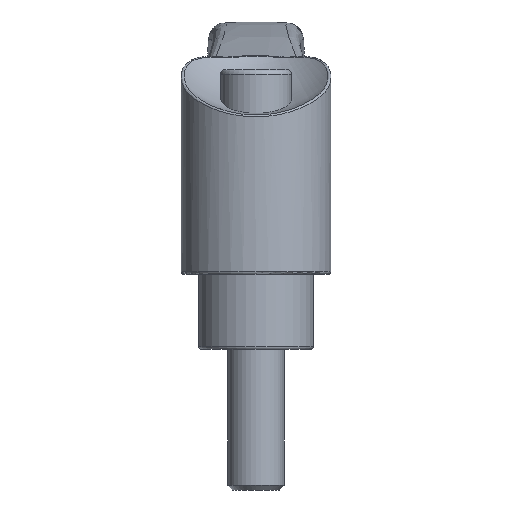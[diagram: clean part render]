
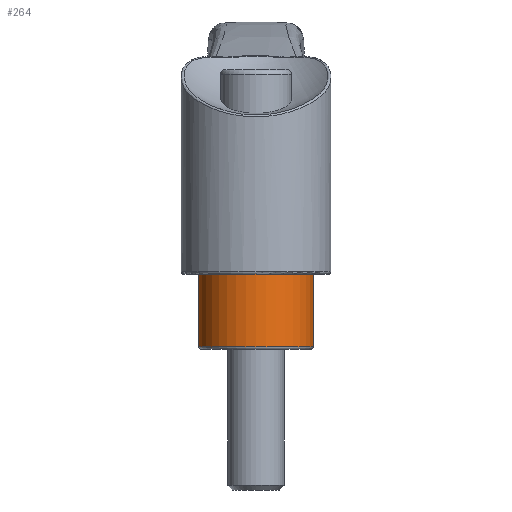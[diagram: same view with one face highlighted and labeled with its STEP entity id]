
A CAD part, left-side view. The second image highlights one B-rep face of the part: STEP entity #264.
In plain terms, the highlighted cylindrical face has radius 6.125 mm (diameter 12.25 mm), a full revolution.
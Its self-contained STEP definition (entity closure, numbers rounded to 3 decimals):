
#264 = ADVANCED_FACE( '', ( #536, #537 ), #538, .T. );
#536 = FACE_OUTER_BOUND( '', #6874, .T. );
#537 = FACE_OUTER_BOUND( '', #6875, .T. );
#538 = CYLINDRICAL_SURFACE( '', #6876, 6.125 );
#6874 = EDGE_LOOP( '', ( #7530 ) );
#6875 = EDGE_LOOP( '', ( #7531 ) );
#6876 = AXIS2_PLACEMENT_3D( '', #7532, #7533, #7534 );
#7530 = ORIENTED_EDGE( '', *, *, #7691, .T. );
#7531 = ORIENTED_EDGE( '', *, *, #7771, .T. );
#7532 = CARTESIAN_POINT( '', ( 0., 0., 3.168 ) );
#7533 = DIRECTION( '', ( 0., 0., -1. ) );
#7534 = DIRECTION( '', ( 1., 0., 0. ) );
#7691 = EDGE_CURVE( '', #8035, #8035, #8036, .F. );
#7771 = EDGE_CURVE( '', #8137, #8137, #8138, .T. );
#8035 = VERTEX_POINT( '', #9980 );
#8036 = CIRCLE( '', #9981, 6.125 );
#8137 = VERTEX_POINT( '', #10721 );
#8138 = CIRCLE( '', #10722, 6.125 );
#9980 = CARTESIAN_POINT( '', ( -6.125, 0., 3.468 ) );
#9981 = AXIS2_PLACEMENT_3D( '', #11533, #11534, #11535 );
#10721 = CARTESIAN_POINT( '', ( 6.125, 0., 11.168 ) );
#10722 = AXIS2_PLACEMENT_3D( '', #11576, #11577, #11578 );
#11533 = CARTESIAN_POINT( '', ( 0., 0., 3.468 ) );
#11534 = DIRECTION( '', ( 0., 0., -1. ) );
#11535 = DIRECTION( '', ( -1., 0., 0. ) );
#11576 = CARTESIAN_POINT( '', ( 0., 0., 11.168 ) );
#11577 = DIRECTION( '', ( 0., 0., -1. ) );
#11578 = DIRECTION( '', ( 1., 0., 0. ) );
